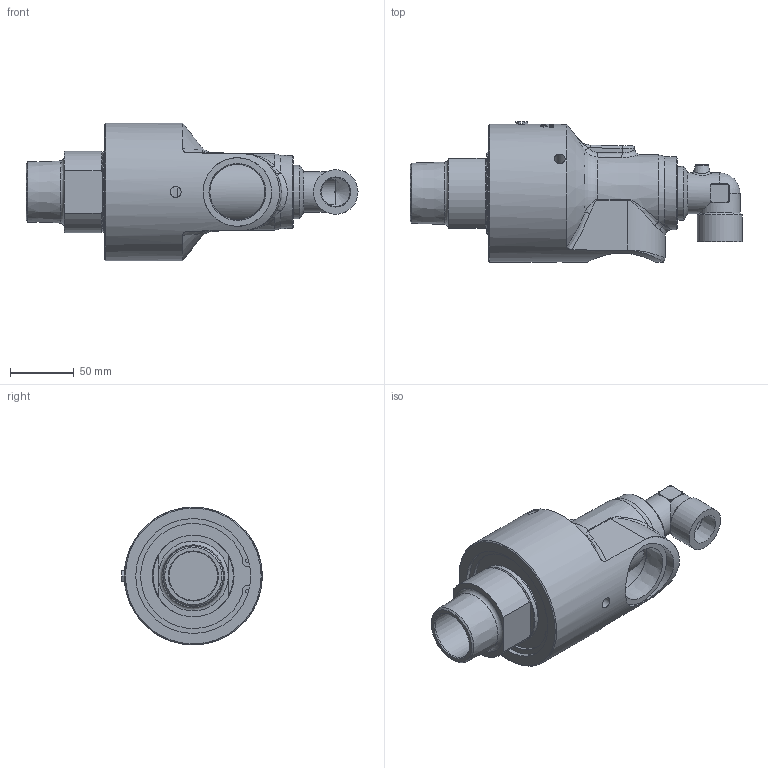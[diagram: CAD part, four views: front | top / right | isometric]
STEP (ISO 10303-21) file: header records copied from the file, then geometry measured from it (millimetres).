
FILE_DESCRIPTION(/* description */ (''),/* implementation_level */ '2;1');
FILE_NAME(/* name */ '557-050-001013-IC.stp',/* time_stamp */ '2020-05-20T15:20:36-05:00',/* author */ ('GALINDOLM'),/* organization */ (''),/* preprocessor_version */ 'ST-DEVELOPER v18',/* originating_system */ 'Autodesk Inventor 2020',/* authorisation */ '');
FILE_SCHEMA (('AUTOMOTIVE_DESIGN { 1 0 10303 214 3 1 1 }'));
Length unit declared in the file: millimetre
Products named in the file (1): 557-050-001013-IC
Bounding box: 260.2 x 109.95 x 108 mm (x, y, z)
Volume: 929109 mm3; surface area: 109598.9 mm2
Topology: 1 solids, 1 shells, 518 faces, 1375 edges, 905 vertices
Faces by surface type: bspline 243, plane 145, cylinder 93, cone 24, torus 12, sphere 1
Full cylindrical faces by diameter (mm): 3.175 x2, 5.359 x1, 6.325 x1, 8.6 x3, 22.631 x2, 27.05 x1, 32 x1, 35 x1, 38.1 x1, 43.256 x1, 53.7 x1, 56.25 x1, 64 x1, 90.07 x1, 108 x1
Entity records: 26622 total; most frequent: CARTESIAN_POINT 14604, ORIENTED_EDGE 2734, DIRECTION 1937, EDGE_CURVE 1367, VERTEX_POINT 905, AXIS2_PLACEMENT_3D 728, EDGE_LOOP 572, FACE_OUTER_BOUND 518
